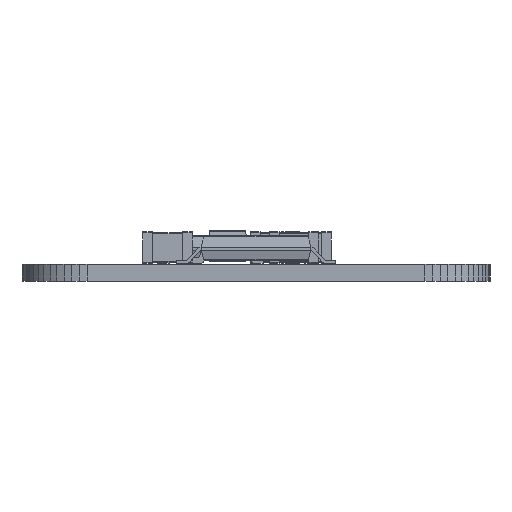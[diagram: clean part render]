
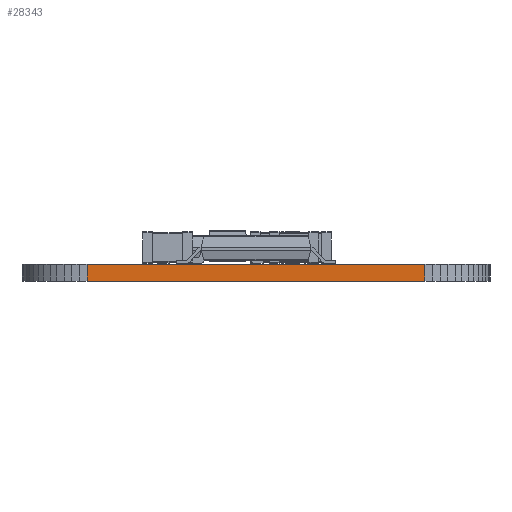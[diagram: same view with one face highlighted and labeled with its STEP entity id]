
A CAD part, front view. The second image highlights one B-rep face of the part: STEP entity #28343.
In plain terms, the highlighted planar face has unit normal (0, -1, 0).
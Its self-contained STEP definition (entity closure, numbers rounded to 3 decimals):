
#22022 = PLANE('',#22023);
#22023 = AXIS2_PLACEMENT_3D('',#22024,#22025,#22026);
#22024 = CARTESIAN_POINT('',(7.62,-19.05,0.68));
#22025 = DIRECTION('',(-0.,-0.,-1.));
#22026 = DIRECTION('',(-1.,0.,0.));
#22076 = PLANE('',#22077);
#22077 = AXIS2_PLACEMENT_3D('',#22078,#22079,#22080);
#22078 = CARTESIAN_POINT('',(7.62,-19.05,0.));
#22079 = DIRECTION('',(-0.,-0.,-1.));
#22080 = DIRECTION('',(-1.,0.,0.));
#22885 = VERTEX_POINT('',#22886);
#22886 = CARTESIAN_POINT('',(14.404,-40.714,0.));
#22900 = PLANE('',#22901);
#22901 = AXIS2_PLACEMENT_3D('',#22902,#22903,#22904);
#22902 = CARTESIAN_POINT('',(14.719,-40.695,0.));
#22903 = DIRECTION('',(0.06,-0.998,0.));
#22904 = DIRECTION('',(-0.998,-0.06,0.));
#22912 = EDGE_CURVE('',#22885,#22913,#22915,.T.);
#22913 = VERTEX_POINT('',#22914);
#22914 = CARTESIAN_POINT('',(0.836,-40.714,0.));
#22915 = SURFACE_CURVE('',#22916,(#22920,#22927),.PCURVE_S1.);
#22916 = LINE('',#22917,#22918);
#22917 = CARTESIAN_POINT('',(14.404,-40.714,0.));
#22918 = VECTOR('',#22919,1.);
#22919 = DIRECTION('',(-1.,0.,0.));
#22920 = PCURVE('',#22076,#22921);
#22921 = DEFINITIONAL_REPRESENTATION('',(#22922),#22926);
#22922 = LINE('',#22923,#22924);
#22923 = CARTESIAN_POINT('',(-6.784,-21.664));
#22924 = VECTOR('',#22925,1.);
#22925 = DIRECTION('',(1.,0.));
#22926 = ( GEOMETRIC_REPRESENTATION_CONTEXT(2) 
PARAMETRIC_REPRESENTATION_CONTEXT() REPRESENTATION_CONTEXT('2D SPACE',''
  ) );
#22927 = PCURVE('',#22928,#22933);
#22928 = PLANE('',#22929);
#22929 = AXIS2_PLACEMENT_3D('',#22930,#22931,#22932);
#22930 = CARTESIAN_POINT('',(14.404,-40.714,0.));
#22931 = DIRECTION('',(0.,-1.,0.));
#22932 = DIRECTION('',(-1.,0.,0.));
#22933 = DEFINITIONAL_REPRESENTATION('',(#22934),#22938);
#22934 = LINE('',#22935,#22936);
#22935 = CARTESIAN_POINT('',(0.,0.));
#22936 = VECTOR('',#22937,1.);
#22937 = DIRECTION('',(1.,0.));
#22938 = ( GEOMETRIC_REPRESENTATION_CONTEXT(2) 
PARAMETRIC_REPRESENTATION_CONTEXT() REPRESENTATION_CONTEXT('2D SPACE',''
  ) );
#22956 = PLANE('',#22957);
#22957 = AXIS2_PLACEMENT_3D('',#22958,#22959,#22960);
#22958 = CARTESIAN_POINT('',(0.836,-40.714,0.));
#22959 = DIRECTION('',(-0.06,-0.998,0.));
#22960 = DIRECTION('',(-0.998,0.06,0.));
#25373 = VERTEX_POINT('',#25374);
#25374 = CARTESIAN_POINT('',(14.404,-40.714,0.68));
#25395 = EDGE_CURVE('',#25373,#25396,#25398,.T.);
#25396 = VERTEX_POINT('',#25397);
#25397 = CARTESIAN_POINT('',(0.836,-40.714,0.68));
#25398 = SURFACE_CURVE('',#25399,(#25403,#25410),.PCURVE_S1.);
#25399 = LINE('',#25400,#25401);
#25400 = CARTESIAN_POINT('',(14.404,-40.714,0.68));
#25401 = VECTOR('',#25402,1.);
#25402 = DIRECTION('',(-1.,0.,0.));
#25403 = PCURVE('',#22022,#25404);
#25404 = DEFINITIONAL_REPRESENTATION('',(#25405),#25409);
#25405 = LINE('',#25406,#25407);
#25406 = CARTESIAN_POINT('',(-6.784,-21.664));
#25407 = VECTOR('',#25408,1.);
#25408 = DIRECTION('',(1.,0.));
#25409 = ( GEOMETRIC_REPRESENTATION_CONTEXT(2) 
PARAMETRIC_REPRESENTATION_CONTEXT() REPRESENTATION_CONTEXT('2D SPACE',''
  ) );
#25410 = PCURVE('',#22928,#25411);
#25411 = DEFINITIONAL_REPRESENTATION('',(#25412),#25416);
#25412 = LINE('',#25413,#25414);
#25413 = CARTESIAN_POINT('',(0.,-0.68));
#25414 = VECTOR('',#25415,1.);
#25415 = DIRECTION('',(1.,0.));
#25416 = ( GEOMETRIC_REPRESENTATION_CONTEXT(2) 
PARAMETRIC_REPRESENTATION_CONTEXT() REPRESENTATION_CONTEXT('2D SPACE',''
  ) );
#28295 = EDGE_CURVE('',#22885,#25373,#28296,.T.);
#28296 = SURFACE_CURVE('',#28297,(#28301,#28308),.PCURVE_S1.);
#28297 = LINE('',#28298,#28299);
#28298 = CARTESIAN_POINT('',(14.404,-40.714,0.));
#28299 = VECTOR('',#28300,1.);
#28300 = DIRECTION('',(0.,0.,1.));
#28301 = PCURVE('',#22900,#28302);
#28302 = DEFINITIONAL_REPRESENTATION('',(#28303),#28307);
#28303 = LINE('',#28304,#28305);
#28304 = CARTESIAN_POINT('',(0.316,0.));
#28305 = VECTOR('',#28306,1.);
#28306 = DIRECTION('',(0.,-1.));
#28307 = ( GEOMETRIC_REPRESENTATION_CONTEXT(2) 
PARAMETRIC_REPRESENTATION_CONTEXT() REPRESENTATION_CONTEXT('2D SPACE',''
  ) );
#28308 = PCURVE('',#22928,#28309);
#28309 = DEFINITIONAL_REPRESENTATION('',(#28310),#28314);
#28310 = LINE('',#28311,#28312);
#28311 = CARTESIAN_POINT('',(0.,0.));
#28312 = VECTOR('',#28313,1.);
#28313 = DIRECTION('',(0.,-1.));
#28314 = ( GEOMETRIC_REPRESENTATION_CONTEXT(2) 
PARAMETRIC_REPRESENTATION_CONTEXT() REPRESENTATION_CONTEXT('2D SPACE',''
  ) );
#28343 = ADVANCED_FACE('',(#28344),#22928,.T.);
#28344 = FACE_BOUND('',#28345,.T.);
#28345 = EDGE_LOOP('',(#28346,#28347,#28348,#28369));
#28346 = ORIENTED_EDGE('',*,*,#28295,.T.);
#28347 = ORIENTED_EDGE('',*,*,#25395,.T.);
#28348 = ORIENTED_EDGE('',*,*,#28349,.F.);
#28349 = EDGE_CURVE('',#22913,#25396,#28350,.T.);
#28350 = SURFACE_CURVE('',#28351,(#28355,#28362),.PCURVE_S1.);
#28351 = LINE('',#28352,#28353);
#28352 = CARTESIAN_POINT('',(0.836,-40.714,0.));
#28353 = VECTOR('',#28354,1.);
#28354 = DIRECTION('',(0.,0.,1.));
#28355 = PCURVE('',#22928,#28356);
#28356 = DEFINITIONAL_REPRESENTATION('',(#28357),#28361);
#28357 = LINE('',#28358,#28359);
#28358 = CARTESIAN_POINT('',(13.569,0.));
#28359 = VECTOR('',#28360,1.);
#28360 = DIRECTION('',(0.,-1.));
#28361 = ( GEOMETRIC_REPRESENTATION_CONTEXT(2) 
PARAMETRIC_REPRESENTATION_CONTEXT() REPRESENTATION_CONTEXT('2D SPACE',''
  ) );
#28362 = PCURVE('',#22956,#28363);
#28363 = DEFINITIONAL_REPRESENTATION('',(#28364),#28368);
#28364 = LINE('',#28365,#28366);
#28365 = CARTESIAN_POINT('',(0.,0.));
#28366 = VECTOR('',#28367,1.);
#28367 = DIRECTION('',(0.,-1.));
#28368 = ( GEOMETRIC_REPRESENTATION_CONTEXT(2) 
PARAMETRIC_REPRESENTATION_CONTEXT() REPRESENTATION_CONTEXT('2D SPACE',''
  ) );
#28369 = ORIENTED_EDGE('',*,*,#22912,.F.);
